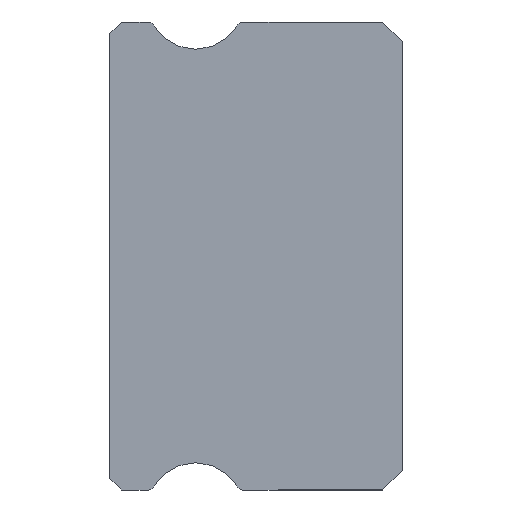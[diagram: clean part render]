
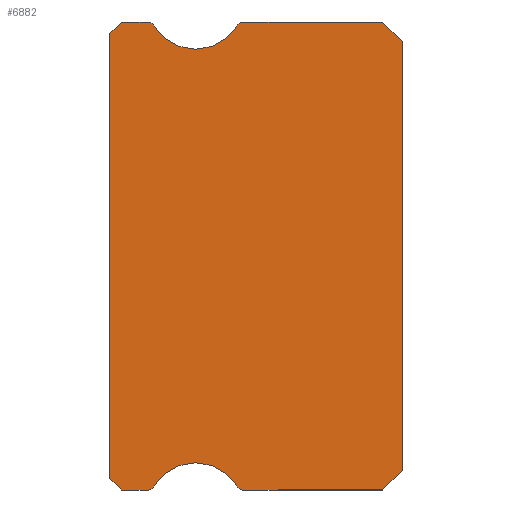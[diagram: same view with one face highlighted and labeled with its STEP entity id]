
A CAD part, left-side view. The second image highlights one B-rep face of the part: STEP entity #6882.
In plain terms, the highlighted planar face has unit normal (-1, 0, 0).
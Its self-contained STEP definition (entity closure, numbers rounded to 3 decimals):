
#59 = LINE ( 'NONE', #8063, #1866 ) ;
#154 = AXIS2_PLACEMENT_3D ( 'NONE', #1417, #4712, #2237 ) ;
#235 = AXIS2_PLACEMENT_3D ( 'NONE', #2624, #2702, #5220 ) ;
#236 = AXIS2_PLACEMENT_3D ( 'NONE', #7187, #5823, #8323 ) ;
#346 = ORIENTED_EDGE ( 'NONE', *, *, #2355, .F. ) ;
#347 = LINE ( 'NONE', #4075, #2598 ) ;
#554 = CARTESIAN_POINT ( 'NONE',  ( -10., 7.5, -5.7 ) ) ;
#582 = CARTESIAN_POINT ( 'NONE',  ( -10., 5.3, 6.55 ) ) ;
#777 = DIRECTION ( 'NONE',  ( -1., 0., 0. ) ) ;
#810 = ORIENTED_EDGE ( 'NONE', *, *, #7091, .F. ) ;
#917 = EDGE_CURVE ( 'NONE', #3126, #7276, #1927, .T. ) ;
#971 = CARTESIAN_POINT ( 'NONE',  ( -10., 7.2, 6. ) ) ;
#985 = EDGE_CURVE ( 'NONE', #2966, #4222, #7932, .T. ) ;
#1166 = VERTEX_POINT ( 'NONE', #3144 ) ;
#1191 = ORIENTED_EDGE ( 'NONE', *, *, #4455, .F. ) ;
#1201 = EDGE_CURVE ( 'NONE', #1469, #6649, #2055, .T. ) ;
#1272 = FACE_OUTER_BOUND ( 'NONE', #3974, .T. ) ;
#1314 = CARTESIAN_POINT ( 'NONE',  ( -10., 6.512, 5.85 ) ) ;
#1348 = CARTESIAN_POINT ( 'NONE',  ( -10., 7.2, 6. ) ) ;
#1409 = CARTESIAN_POINT ( 'NONE',  ( -10., 7.2, -6. ) ) ;
#1417 = CARTESIAN_POINT ( 'NONE',  ( -10., 4.088, 5.85 ) ) ;
#1469 = VERTEX_POINT ( 'NONE', #1769 ) ;
#1474 = ORIENTED_EDGE ( 'NONE', *, *, #6416, .F. ) ;
#1484 = DIRECTION ( 'NONE',  ( 0., -1., 0. ) ) ;
#1534 = VECTOR ( 'NONE', #4363, 1000. ) ;
#1678 = VECTOR ( 'NONE', #6968, 1000. ) ;
#1769 = CARTESIAN_POINT ( 'NONE',  ( -10., 4.088, 6. ) ) ;
#1804 = VERTEX_POINT ( 'NONE', #5980 ) ;
#1849 = CARTESIAN_POINT ( 'NONE',  ( -10., 7.5, 5.7 ) ) ;
#1866 = VECTOR ( 'NONE', #1484, 1000. ) ;
#1927 = LINE ( 'NONE', #2653, #7391 ) ;
#1989 = ORIENTED_EDGE ( 'NONE', *, *, #917, .T. ) ;
#2046 = DIRECTION ( 'NONE',  ( 0., 0., -1. ) ) ;
#2055 = LINE ( 'NONE', #6622, #7133 ) ;
#2225 = DIRECTION ( 'NONE',  ( 1., 0., 0. ) ) ;
#2237 = DIRECTION ( 'NONE',  ( 0., 0., -1. ) ) ;
#2351 = LINE ( 'NONE', #1849, #7340 ) ;
#2355 = EDGE_CURVE ( 'NONE', #3126, #1804, #5407, .T. ) ;
#2453 = CARTESIAN_POINT ( 'NONE',  ( -10., 7.5, 5.7 ) ) ;
#2503 = CARTESIAN_POINT ( 'NONE',  ( -10., 4.088, -5.85 ) ) ;
#2551 = EDGE_CURVE ( 'NONE', #6508, #2892, #59, .T. ) ;
#2561 = ORIENTED_EDGE ( 'NONE', *, *, #7619, .F. ) ;
#2598 = VECTOR ( 'NONE', #3308, 1000. ) ;
#2624 = CARTESIAN_POINT ( 'NONE',  ( -10., 5.3, -6.55 ) ) ;
#2653 = CARTESIAN_POINT ( 'NONE',  ( -10., 0., 5.5 ) ) ;
#2702 = DIRECTION ( 'NONE',  ( -1., 0., 0. ) ) ;
#2892 = VERTEX_POINT ( 'NONE', #4879 ) ;
#2966 = VERTEX_POINT ( 'NONE', #4425 ) ;
#3126 = VERTEX_POINT ( 'NONE', #8198 ) ;
#3144 = CARTESIAN_POINT ( 'NONE',  ( -10., 5.3, 5.3 ) ) ;
#3255 = EDGE_CURVE ( 'NONE', #4222, #7993, #2351, .T. ) ;
#3287 = DIRECTION ( 'NONE',  ( 0., 0., -1. ) ) ;
#3308 = DIRECTION ( 'NONE',  ( 0., 1., 0. ) ) ;
#3382 = CIRCLE ( 'NONE', #5588, 1.25 ) ;
#3445 = VERTEX_POINT ( 'NONE', #4536 ) ;
#3562 = LINE ( 'NONE', #4338, #1678 ) ;
#3736 = VECTOR ( 'NONE', #6668, 1000. ) ;
#3844 = ORIENTED_EDGE ( 'NONE', *, *, #7776, .F. ) ;
#3896 = DIRECTION ( 'NONE',  ( 0., -1., 0. ) ) ;
#3973 = DIRECTION ( 'NONE',  ( 0., 1., 0. ) ) ;
#3974 = EDGE_LOOP ( 'NONE', ( #8404, #1474, #4891, #5066, #2561, #1191, #6658, #4124, #346, #1989, #810, #5589, #6357, #3844, #6698, #7806, #4662 ) ) ;
#4075 = CARTESIAN_POINT ( 'NONE',  ( -10., 6.512, -6. ) ) ;
#4077 = DIRECTION ( 'NONE',  ( 1., 0., 0. ) ) ;
#4124 = ORIENTED_EDGE ( 'NONE', *, *, #5611, .F. ) ;
#4145 = CARTESIAN_POINT ( 'NONE',  ( -10., 4.217, 5.925 ) ) ;
#4222 = VERTEX_POINT ( 'NONE', #971 ) ;
#4338 = CARTESIAN_POINT ( 'NONE',  ( -10., 0.5, 6. ) ) ;
#4363 = DIRECTION ( 'NONE',  ( 0., 0., 1. ) ) ;
#4408 = CARTESIAN_POINT ( 'NONE',  ( -10., 4.217, -5.925 ) ) ;
#4425 = CARTESIAN_POINT ( 'NONE',  ( -10., 6.512, 6. ) ) ;
#4446 = DIRECTION ( 'NONE',  ( 0., 0.707, -0.707 ) ) ;
#4455 = EDGE_CURVE ( 'NONE', #6422, #3445, #5045, .T. ) ;
#4488 = DIRECTION ( 'NONE',  ( 0., 0., 1. ) ) ;
#4536 = CARTESIAN_POINT ( 'NONE',  ( -10., 6.383, -5.925 ) ) ;
#4600 = DIRECTION ( 'NONE',  ( 0., 0., -1. ) ) ;
#4640 = CARTESIAN_POINT ( 'NONE',  ( -10., 4.088, -6. ) ) ;
#4662 = ORIENTED_EDGE ( 'NONE', *, *, #985, .T. ) ;
#4712 = DIRECTION ( 'NONE',  ( 1., 0., 0. ) ) ;
#4716 = CARTESIAN_POINT ( 'NONE',  ( -10., 0., 5.5 ) ) ;
#4820 = CARTESIAN_POINT ( 'NONE',  ( -10., 0.5, 6. ) ) ;
#4822 = DIRECTION ( 'NONE',  ( 0., 0., -1. ) ) ;
#4879 = CARTESIAN_POINT ( 'NONE',  ( -10., 6.512, -6. ) ) ;
#4891 = ORIENTED_EDGE ( 'NONE', *, *, #6514, .T. ) ;
#4904 = VERTEX_POINT ( 'NONE', #4640 ) ;
#4938 = CARTESIAN_POINT ( 'NONE',  ( -10., 6.383, 5.925 ) ) ;
#5045 = CIRCLE ( 'NONE', #235, 1.25 ) ;
#5066 = ORIENTED_EDGE ( 'NONE', *, *, #2551, .T. ) ;
#5131 = EDGE_CURVE ( 'NONE', #2966, #6801, #5471, .T. ) ;
#5220 = DIRECTION ( 'NONE',  ( 0., 0., -1. ) ) ;
#5268 = LINE ( 'NONE', #7217, #3736 ) ;
#5296 = DIRECTION ( 'NONE',  ( 1., 0., 0. ) ) ;
#5306 = AXIS2_PLACEMENT_3D ( 'NONE', #2503, #4077, #7998 ) ;
#5407 = LINE ( 'NONE', #8084, #8449 ) ;
#5471 = CIRCLE ( 'NONE', #6318, 0.15 ) ;
#5588 = AXIS2_PLACEMENT_3D ( 'NONE', #582, #5911, #3287 ) ;
#5589 = ORIENTED_EDGE ( 'NONE', *, *, #1201, .F. ) ;
#5591 = CIRCLE ( 'NONE', #5306, 0.15 ) ;
#5611 = EDGE_CURVE ( 'NONE', #1804, #4904, #347, .T. ) ;
#5615 = CIRCLE ( 'NONE', #8225, 1.25 ) ;
#5823 = DIRECTION ( 'NONE',  ( 1., 0., 0. ) ) ;
#5911 = DIRECTION ( 'NONE',  ( -1., 0., 0. ) ) ;
#5980 = CARTESIAN_POINT ( 'NONE',  ( -10., 0.5, -6. ) ) ;
#6039 = EDGE_CURVE ( 'NONE', #6801, #1166, #3382, .T. ) ;
#6196 = DIRECTION ( 'NONE',  ( 0., 0.707, -0.707 ) ) ;
#6211 = AXIS2_PLACEMENT_3D ( 'NONE', #1314, #5296, #2046 ) ;
#6312 = VECTOR ( 'NONE', #3973, 1000. ) ;
#6318 = AXIS2_PLACEMENT_3D ( 'NONE', #8120, #2225, #4822 ) ;
#6357 = ORIENTED_EDGE ( 'NONE', *, *, #7039, .F. ) ;
#6416 = EDGE_CURVE ( 'NONE', #8125, #7993, #8247, .T. ) ;
#6422 = VERTEX_POINT ( 'NONE', #4408 ) ;
#6428 = VERTEX_POINT ( 'NONE', #4145 ) ;
#6508 = VERTEX_POINT ( 'NONE', #1409 ) ;
#6514 = EDGE_CURVE ( 'NONE', #8125, #6508, #5268, .T. ) ;
#6622 = CARTESIAN_POINT ( 'NONE',  ( -10., 6.512, 6. ) ) ;
#6649 = VERTEX_POINT ( 'NONE', #4820 ) ;
#6658 = ORIENTED_EDGE ( 'NONE', *, *, #7426, .F. ) ;
#6668 = DIRECTION ( 'NONE',  ( 0., -0.707, -0.707 ) ) ;
#6698 = ORIENTED_EDGE ( 'NONE', *, *, #6039, .F. ) ;
#6801 = VERTEX_POINT ( 'NONE', #4938 ) ;
#6882 = ADVANCED_FACE ( 'NONE', ( #1272 ), #7287, .F. ) ;
#6968 = DIRECTION ( 'NONE',  ( 0., -0.707, -0.707 ) ) ;
#7039 = EDGE_CURVE ( 'NONE', #6428, #1469, #8269, .T. ) ;
#7091 = EDGE_CURVE ( 'NONE', #6649, #7276, #3562, .T. ) ;
#7133 = VECTOR ( 'NONE', #3896, 1000. ) ;
#7187 = CARTESIAN_POINT ( 'NONE',  ( -10., 6.512, -5.85 ) ) ;
#7217 = CARTESIAN_POINT ( 'NONE',  ( -10., 7.2, -6. ) ) ;
#7276 = VERTEX_POINT ( 'NONE', #4716 ) ;
#7287 = PLANE ( 'NONE',  #6211 ) ;
#7340 = VECTOR ( 'NONE', #4446, 1000. ) ;
#7391 = VECTOR ( 'NONE', #4488, 1000. ) ;
#7426 = EDGE_CURVE ( 'NONE', #4904, #6422, #5591, .T. ) ;
#7595 = CARTESIAN_POINT ( 'NONE',  ( -10., 7.5, 5.85 ) ) ;
#7619 = EDGE_CURVE ( 'NONE', #3445, #2892, #7665, .T. ) ;
#7665 = CIRCLE ( 'NONE', #236, 0.15 ) ;
#7776 = EDGE_CURVE ( 'NONE', #1166, #6428, #5615, .T. ) ;
#7806 = ORIENTED_EDGE ( 'NONE', *, *, #5131, .F. ) ;
#7932 = LINE ( 'NONE', #1348, #6312 ) ;
#7993 = VERTEX_POINT ( 'NONE', #2453 ) ;
#7998 = DIRECTION ( 'NONE',  ( 0., 0., -1. ) ) ;
#8046 = CARTESIAN_POINT ( 'NONE',  ( -10., 5.3, 6.55 ) ) ;
#8063 = CARTESIAN_POINT ( 'NONE',  ( -10., 6.512, -6. ) ) ;
#8084 = CARTESIAN_POINT ( 'NONE',  ( -10., 0., -5.5 ) ) ;
#8120 = CARTESIAN_POINT ( 'NONE',  ( -10., 6.512, 5.85 ) ) ;
#8125 = VERTEX_POINT ( 'NONE', #554 ) ;
#8198 = CARTESIAN_POINT ( 'NONE',  ( -10., 0., -5.5 ) ) ;
#8225 = AXIS2_PLACEMENT_3D ( 'NONE', #8046, #777, #4600 ) ;
#8247 = LINE ( 'NONE', #7595, #1534 ) ;
#8269 = CIRCLE ( 'NONE', #154, 0.15 ) ;
#8323 = DIRECTION ( 'NONE',  ( 0., 0., -1. ) ) ;
#8404 = ORIENTED_EDGE ( 'NONE', *, *, #3255, .T. ) ;
#8449 = VECTOR ( 'NONE', #6196, 1000. ) ;
